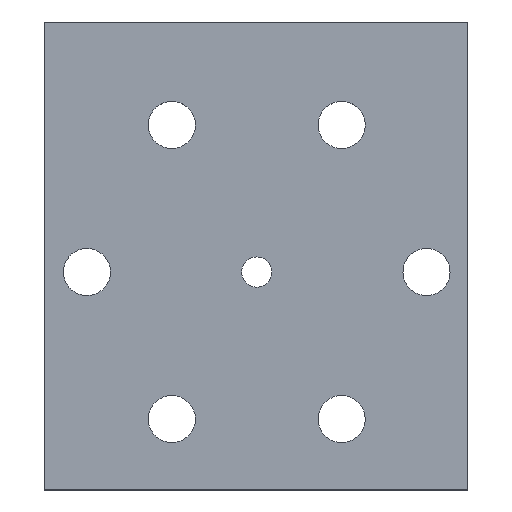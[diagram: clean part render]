
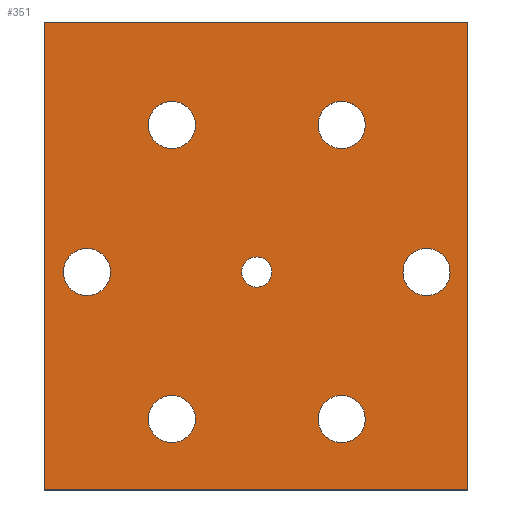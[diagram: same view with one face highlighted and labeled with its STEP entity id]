
A CAD part, top view. The second image highlights one B-rep face of the part: STEP entity #351.
In plain terms, the highlighted planar face has unit normal (0, 0, 1).
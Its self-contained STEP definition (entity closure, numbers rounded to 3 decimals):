
#82=FACE_BOUND('',#134,.T.);
#83=FACE_BOUND('',#135,.T.);
#84=FACE_BOUND('',#136,.T.);
#85=FACE_BOUND('',#137,.T.);
#86=FACE_BOUND('',#138,.T.);
#87=FACE_BOUND('',#139,.T.);
#88=FACE_BOUND('',#140,.T.);
#95=PLANE('',#405);
#110=FACE_OUTER_BOUND('',#133,.T.);
#133=EDGE_LOOP('',(#318,#319,#320,#321));
#134=EDGE_LOOP('',(#322));
#135=EDGE_LOOP('',(#323));
#136=EDGE_LOOP('',(#324));
#137=EDGE_LOOP('',(#325));
#138=EDGE_LOOP('',(#326));
#139=EDGE_LOOP('',(#327));
#140=EDGE_LOOP('',(#328));
#153=LINE('',#552,#173);
#156=LINE('',#557,#176);
#158=LINE('',#561,#178);
#160=LINE('',#564,#180);
#173=VECTOR('',#474,10.);
#176=VECTOR('',#479,10.);
#178=VECTOR('',#483,10.);
#180=VECTOR('',#487,10.);
#190=CIRCLE('',#388,2.117);
#191=CIRCLE('',#390,3.3);
#192=CIRCLE('',#392,3.3);
#193=CIRCLE('',#394,3.3);
#194=CIRCLE('',#396,3.3);
#195=CIRCLE('',#398,3.3);
#196=CIRCLE('',#400,3.3);
#210=VERTEX_POINT('',#522);
#211=VERTEX_POINT('',#526);
#212=VERTEX_POINT('',#530);
#213=VERTEX_POINT('',#534);
#214=VERTEX_POINT('',#538);
#215=VERTEX_POINT('',#542);
#216=VERTEX_POINT('',#546);
#217=VERTEX_POINT('',#550);
#218=VERTEX_POINT('',#551);
#219=VERTEX_POINT('',#556);
#220=VERTEX_POINT('',#560);
#236=EDGE_CURVE('',#210,#210,#190,.T.);
#237=EDGE_CURVE('',#211,#211,#191,.T.);
#239=EDGE_CURVE('',#212,#212,#192,.T.);
#241=EDGE_CURVE('',#213,#213,#193,.T.);
#243=EDGE_CURVE('',#214,#214,#194,.T.);
#245=EDGE_CURVE('',#215,#215,#195,.T.);
#247=EDGE_CURVE('',#216,#216,#196,.T.);
#249=EDGE_CURVE('',#217,#218,#153,.T.);
#252=EDGE_CURVE('',#217,#219,#156,.T.);
#254=EDGE_CURVE('',#220,#219,#158,.T.);
#256=EDGE_CURVE('',#218,#220,#160,.T.);
#318=ORIENTED_EDGE('',*,*,#256,.F.);
#319=ORIENTED_EDGE('',*,*,#249,.F.);
#320=ORIENTED_EDGE('',*,*,#252,.T.);
#321=ORIENTED_EDGE('',*,*,#254,.F.);
#322=ORIENTED_EDGE('',*,*,#236,.T.);
#323=ORIENTED_EDGE('',*,*,#247,.F.);
#324=ORIENTED_EDGE('',*,*,#245,.F.);
#325=ORIENTED_EDGE('',*,*,#243,.F.);
#326=ORIENTED_EDGE('',*,*,#241,.F.);
#327=ORIENTED_EDGE('',*,*,#239,.F.);
#328=ORIENTED_EDGE('',*,*,#237,.F.);
#351=ADVANCED_FACE('',(#110,#82,#83,#84,#85,#86,#87,#88),#95,.F.);
#388=AXIS2_PLACEMENT_3D('',#524,#440,#441);
#390=AXIS2_PLACEMENT_3D('',#527,#444,#445);
#392=AXIS2_PLACEMENT_3D('',#531,#449,#450);
#394=AXIS2_PLACEMENT_3D('',#535,#454,#455);
#396=AXIS2_PLACEMENT_3D('',#539,#459,#460);
#398=AXIS2_PLACEMENT_3D('',#543,#464,#465);
#400=AXIS2_PLACEMENT_3D('',#547,#469,#470);
#405=AXIS2_PLACEMENT_3D('',#565,#488,#489);
#440=DIRECTION('center_axis',(0.,0.,-1.));
#441=DIRECTION('ref_axis',(-1.,0.,0.));
#444=DIRECTION('center_axis',(0.,0.,1.));
#445=DIRECTION('ref_axis',(-1.,0.,0.));
#449=DIRECTION('center_axis',(0.,0.,1.));
#450=DIRECTION('ref_axis',(-1.,0.,0.));
#454=DIRECTION('center_axis',(0.,0.,1.));
#455=DIRECTION('ref_axis',(-1.,0.,0.));
#459=DIRECTION('center_axis',(0.,0.,1.));
#460=DIRECTION('ref_axis',(-1.,0.,0.));
#464=DIRECTION('center_axis',(0.,0.,1.));
#465=DIRECTION('ref_axis',(-1.,0.,0.));
#469=DIRECTION('center_axis',(0.,0.,1.));
#470=DIRECTION('ref_axis',(-1.,0.,0.));
#474=DIRECTION('',(0.,-1.,0.));
#479=DIRECTION('',(-1.,0.,0.));
#483=DIRECTION('',(0.,1.,0.));
#487=DIRECTION('',(-1.,0.,0.));
#488=DIRECTION('center_axis',(0.,0.,-1.));
#489=DIRECTION('ref_axis',(-1.,0.,0.));
#522=CARTESIAN_POINT('',(2.117,-7.,66.75));
#524=CARTESIAN_POINT('Origin',(0.,-7.,66.75));
#526=CARTESIAN_POINT('',(27.06,-7.,66.75));
#527=CARTESIAN_POINT('Origin',(23.76,-7.,66.75));
#530=CARTESIAN_POINT('',(-20.46,-7.,66.75));
#531=CARTESIAN_POINT('Origin',(-23.76,-7.,66.75));
#534=CARTESIAN_POINT('',(-8.58,-27.577,66.75));
#535=CARTESIAN_POINT('Origin',(-11.88,-27.577,66.75));
#538=CARTESIAN_POINT('',(15.18,-27.577,66.75));
#539=CARTESIAN_POINT('Origin',(11.88,-27.577,66.75));
#542=CARTESIAN_POINT('',(15.18,13.577,66.75));
#543=CARTESIAN_POINT('Origin',(11.88,13.577,66.75));
#546=CARTESIAN_POINT('',(-8.58,13.577,66.75));
#547=CARTESIAN_POINT('Origin',(-11.88,13.577,66.75));
#550=CARTESIAN_POINT('',(29.5,27.99,66.75));
#551=CARTESIAN_POINT('',(29.5,-37.5,66.75));
#552=CARTESIAN_POINT('',(29.5,27.99,66.75));
#556=CARTESIAN_POINT('',(-29.7,27.99,66.75));
#557=CARTESIAN_POINT('',(29.5,27.99,66.75));
#560=CARTESIAN_POINT('',(-29.7,-37.5,66.75));
#561=CARTESIAN_POINT('',(-29.7,-37.5,66.75));
#564=CARTESIAN_POINT('',(29.5,-37.5,66.75));
#565=CARTESIAN_POINT('Origin',(-0.1,-4.755,66.75));
